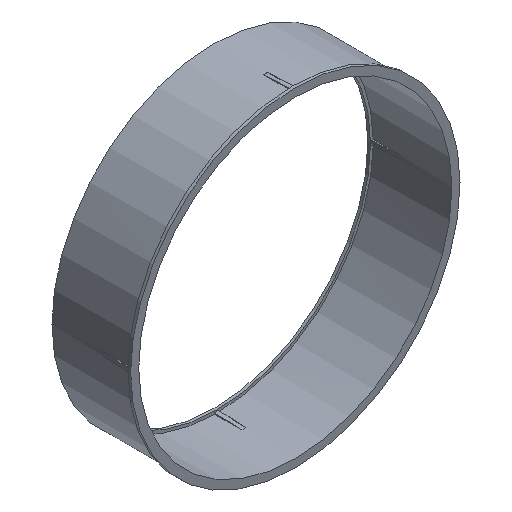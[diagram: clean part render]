
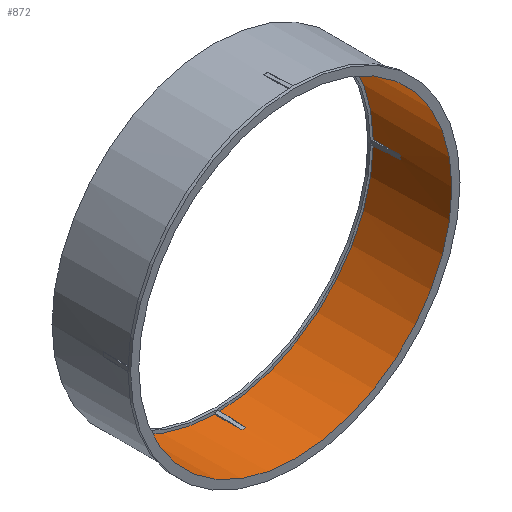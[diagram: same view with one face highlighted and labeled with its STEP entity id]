
A CAD part, isometric view. The second image highlights one B-rep face of the part: STEP entity #872.
In plain terms, the highlighted cylindrical face has radius 115.5 mm (diameter 231 mm), a full revolution.
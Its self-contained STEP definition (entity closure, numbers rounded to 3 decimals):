
#24=CIRCLE('',#955,115.5);
#25=CIRCLE('',#956,115.5);
#26=CIRCLE('',#957,115.5);
#27=CIRCLE('',#958,115.5);
#29=CIRCLE('',#974,115.5);
#34=CYLINDRICAL_SURFACE('',#971,115.5);
#59=FACE_OUTER_BOUND('',#108,.T.);
#108=EDGE_LOOP('',(#674,#675,#676,#677,#678,#679,#680,#681,#682,#683,#684,
#685,#686,#687,#688,#689,#690,#691,#692,#693));
#153=LINE('',#1309,#245);
#158=LINE('',#1320,#250);
#175=LINE('',#1398,#267);
#178=LINE('',#1405,#270);
#192=LINE('',#1434,#284);
#193=LINE('',#1437,#285);
#194=LINE('',#1439,#286);
#195=LINE('',#1443,#287);
#196=LINE('',#1447,#288);
#245=VECTOR('',#1046,10.);
#250=VECTOR('',#1057,10.);
#267=VECTOR('',#1124,10.);
#270=VECTOR('',#1133,10.);
#284=VECTOR('',#1163,10.);
#285=VECTOR('',#1166,10.);
#286=VECTOR('',#1167,10.);
#287=VECTOR('',#1170,115.5);
#288=VECTOR('',#1175,10.);
#325=ELLIPSE('',#934,2310.,115.5);
#338=ELLIPSE('',#962,2310.,115.5);
#339=ELLIPSE('',#972,2310.,115.5);
#340=ELLIPSE('',#973,2310.,115.5);
#341=ELLIPSE('',#975,2310.,115.5);
#355=VERTEX_POINT('',#1305);
#357=VERTEX_POINT('',#1308);
#358=VERTEX_POINT('',#1312);
#360=VERTEX_POINT('',#1318);
#383=VERTEX_POINT('',#1369);
#386=VERTEX_POINT('',#1375);
#387=VERTEX_POINT('',#1377);
#390=VERTEX_POINT('',#1383);
#391=VERTEX_POINT('',#1385);
#394=VERTEX_POINT('',#1391);
#396=VERTEX_POINT('',#1397);
#397=VERTEX_POINT('',#1401);
#404=VERTEX_POINT('',#1433);
#405=VERTEX_POINT('',#1435);
#406=VERTEX_POINT('',#1438);
#407=VERTEX_POINT('',#1440);
#408=VERTEX_POINT('',#1442);
#409=VERTEX_POINT('',#1445);
#445=EDGE_CURVE('',#357,#355,#153,.T.);
#447=EDGE_CURVE('',#358,#357,#325,.T.);
#451=EDGE_CURVE('',#360,#358,#158,.T.);
#476=EDGE_CURVE('',#383,#360,#24,.T.);
#480=EDGE_CURVE('',#387,#386,#25,.T.);
#484=EDGE_CURVE('',#391,#390,#26,.T.);
#488=EDGE_CURVE('',#355,#394,#27,.T.);
#490=EDGE_CURVE('',#396,#387,#175,.T.);
#492=EDGE_CURVE('',#397,#396,#338,.T.);
#494=EDGE_CURVE('',#390,#397,#178,.T.);
#508=EDGE_CURVE('',#394,#404,#192,.T.);
#509=EDGE_CURVE('',#404,#405,#339,.T.);
#510=EDGE_CURVE('',#405,#391,#193,.T.);
#511=EDGE_CURVE('',#386,#406,#194,.T.);
#512=EDGE_CURVE('',#406,#407,#340,.T.);
#513=EDGE_CURVE('',#407,#408,#195,.T.);
#514=EDGE_CURVE('',#408,#408,#29,.T.);
#515=EDGE_CURVE('',#407,#409,#341,.T.);
#516=EDGE_CURVE('',#409,#383,#196,.T.);
#674=ORIENTED_EDGE('',*,*,#445,.T.);
#675=ORIENTED_EDGE('',*,*,#488,.T.);
#676=ORIENTED_EDGE('',*,*,#508,.T.);
#677=ORIENTED_EDGE('',*,*,#509,.T.);
#678=ORIENTED_EDGE('',*,*,#510,.T.);
#679=ORIENTED_EDGE('',*,*,#484,.T.);
#680=ORIENTED_EDGE('',*,*,#494,.T.);
#681=ORIENTED_EDGE('',*,*,#492,.T.);
#682=ORIENTED_EDGE('',*,*,#490,.T.);
#683=ORIENTED_EDGE('',*,*,#480,.T.);
#684=ORIENTED_EDGE('',*,*,#511,.T.);
#685=ORIENTED_EDGE('',*,*,#512,.T.);
#686=ORIENTED_EDGE('',*,*,#513,.T.);
#687=ORIENTED_EDGE('',*,*,#514,.T.);
#688=ORIENTED_EDGE('',*,*,#513,.F.);
#689=ORIENTED_EDGE('',*,*,#515,.T.);
#690=ORIENTED_EDGE('',*,*,#516,.T.);
#691=ORIENTED_EDGE('',*,*,#476,.T.);
#692=ORIENTED_EDGE('',*,*,#451,.T.);
#693=ORIENTED_EDGE('',*,*,#447,.T.);
#872=ADVANCED_FACE('',(#59),#34,.F.);
#934=AXIS2_PLACEMENT_3D('',#1313,#1050,#1051);
#955=AXIS2_PLACEMENT_3D('',#1370,#1103,#1104);
#956=AXIS2_PLACEMENT_3D('',#1378,#1108,#1109);
#957=AXIS2_PLACEMENT_3D('',#1386,#1113,#1114);
#958=AXIS2_PLACEMENT_3D('',#1393,#1118,#1119);
#962=AXIS2_PLACEMENT_3D('',#1402,#1128,#1129);
#971=AXIS2_PLACEMENT_3D('',#1432,#1161,#1162);
#972=AXIS2_PLACEMENT_3D('',#1436,#1164,#1165);
#973=AXIS2_PLACEMENT_3D('',#1441,#1168,#1169);
#974=AXIS2_PLACEMENT_3D('',#1444,#1171,#1172);
#975=AXIS2_PLACEMENT_3D('',#1446,#1173,#1174);
#1046=DIRECTION('',(0.,1.,0.));
#1050=DIRECTION('center_axis',(0.,0.05,0.999));
#1051=DIRECTION('ref_axis',(0.,0.999,-0.05));
#1057=DIRECTION('',(0.,-1.,0.));
#1103=DIRECTION('center_axis',(0.,1.,0.));
#1104=DIRECTION('ref_axis',(1.,0.,0.));
#1108=DIRECTION('center_axis',(0.,1.,0.));
#1109=DIRECTION('ref_axis',(1.,0.,0.));
#1113=DIRECTION('center_axis',(0.,1.,0.));
#1114=DIRECTION('ref_axis',(1.,0.,0.));
#1118=DIRECTION('center_axis',(0.,1.,0.));
#1119=DIRECTION('ref_axis',(1.,0.,0.));
#1124=DIRECTION('',(0.,1.,0.));
#1128=DIRECTION('center_axis',(0.,0.05,-0.999));
#1129=DIRECTION('ref_axis',(0.,-0.999,-0.05));
#1133=DIRECTION('',(0.,-1.,0.));
#1161=DIRECTION('center_axis',(0.,1.,0.));
#1162=DIRECTION('ref_axis',(1.,0.,0.));
#1163=DIRECTION('',(0.,-1.,0.));
#1164=DIRECTION('center_axis',(0.999,0.05,0.));
#1165=DIRECTION('ref_axis',(0.05,-0.999,0.));
#1166=DIRECTION('',(0.,1.,0.));
#1167=DIRECTION('',(0.,-1.,0.));
#1168=DIRECTION('center_axis',(-0.999,0.05,0.));
#1169=DIRECTION('ref_axis',(0.05,0.999,0.));
#1170=DIRECTION('',(0.,-1.,0.));
#1171=DIRECTION('center_axis',(0.,-1.,0.));
#1172=DIRECTION('ref_axis',(1.,0.,0.));
#1173=DIRECTION('center_axis',(-0.999,0.05,0.));
#1174=DIRECTION('ref_axis',(0.05,0.999,0.));
#1175=DIRECTION('',(0.,1.,0.));
#1305=CARTESIAN_POINT('',(1.5,58.,115.49));
#1308=CARTESIAN_POINT('',(1.5,38.22,115.49));
#1309=CARTESIAN_POINT('',(1.5,0.,115.49));
#1312=CARTESIAN_POINT('',(-1.5,38.22,115.49));
#1313=CARTESIAN_POINT('Origin',(0.,2345.136,0.));
#1318=CARTESIAN_POINT('',(-1.5,58.,115.49));
#1320=CARTESIAN_POINT('',(-1.5,0.,115.49));
#1369=CARTESIAN_POINT('',(-115.49,58.,1.5));
#1370=CARTESIAN_POINT('Origin',(0.,58.,0.));
#1375=CARTESIAN_POINT('',(-115.49,58.,-1.5));
#1377=CARTESIAN_POINT('',(-1.5,58.,-115.49));
#1378=CARTESIAN_POINT('Origin',(0.,58.,0.));
#1383=CARTESIAN_POINT('',(1.5,58.,-115.49));
#1385=CARTESIAN_POINT('',(115.49,58.,-1.5));
#1386=CARTESIAN_POINT('Origin',(0.,58.,0.));
#1391=CARTESIAN_POINT('',(115.49,58.,1.5));
#1393=CARTESIAN_POINT('Origin',(0.,58.,0.));
#1397=CARTESIAN_POINT('',(-1.5,38.22,-115.49));
#1398=CARTESIAN_POINT('',(-1.5,0.,-115.49));
#1401=CARTESIAN_POINT('',(1.5,38.22,-115.49));
#1402=CARTESIAN_POINT('Origin',(0.,2345.136,0.));
#1405=CARTESIAN_POINT('',(1.5,0.,-115.49));
#1432=CARTESIAN_POINT('Origin',(0.,0.,0.));
#1433=CARTESIAN_POINT('',(115.49,38.22,1.5));
#1434=CARTESIAN_POINT('',(115.49,0.,1.5));
#1435=CARTESIAN_POINT('',(115.49,38.22,-1.5));
#1436=CARTESIAN_POINT('Origin',(0.,2345.136,0.));
#1437=CARTESIAN_POINT('',(115.49,0.,-1.5));
#1438=CARTESIAN_POINT('',(-115.49,38.22,-1.5));
#1439=CARTESIAN_POINT('',(-115.49,0.,-1.5));
#1440=CARTESIAN_POINT('',(-115.5,38.025,0.));
#1441=CARTESIAN_POINT('Origin',(0.,2345.136,0.));
#1442=CARTESIAN_POINT('',(-115.5,0.,0.));
#1443=CARTESIAN_POINT('',(-115.5,0.,0.));
#1444=CARTESIAN_POINT('Origin',(0.,0.,0.));
#1445=CARTESIAN_POINT('',(-115.49,38.22,1.5));
#1446=CARTESIAN_POINT('Origin',(0.,2345.136,0.));
#1447=CARTESIAN_POINT('',(-115.49,0.,1.5));
